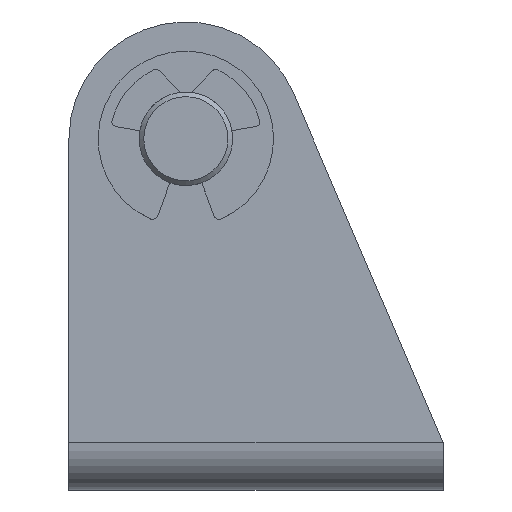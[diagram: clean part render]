
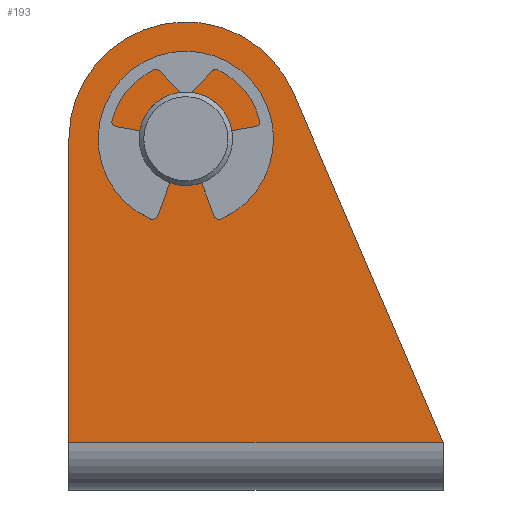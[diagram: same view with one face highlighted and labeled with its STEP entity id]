
A CAD part, top view. The second image highlights one B-rep face of the part: STEP entity #193.
In plain terms, the highlighted planar face has unit normal (0, 0, 1).
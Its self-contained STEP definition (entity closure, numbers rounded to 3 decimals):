
#193 = ADVANCED_FACE( '', ( #432, #433 ), #434, .T. );
#432 = FACE_BOUND( '', #705, .T. );
#433 = FACE_OUTER_BOUND( '', #706, .T. );
#434 = PLANE( '', #707 );
#705 = EDGE_LOOP( '', ( #1239 ) );
#706 = EDGE_LOOP( '', ( #1240, #1241, #1242, #1243 ) );
#707 = AXIS2_PLACEMENT_3D( '', #1244, #1245, #1246 );
#1239 = ORIENTED_EDGE( '', *, *, #1786, .T. );
#1240 = ORIENTED_EDGE( '', *, *, #1774, .T. );
#1241 = ORIENTED_EDGE( '', *, *, #1787, .T. );
#1242 = ORIENTED_EDGE( '', *, *, #1788, .T. );
#1243 = ORIENTED_EDGE( '', *, *, #1789, .T. );
#1244 = CARTESIAN_POINT( '', ( 0., 0., 12.05 ) );
#1245 = DIRECTION( '', ( 0., 0., 1. ) );
#1246 = DIRECTION( '', ( 1., 0., 0. ) );
#1774 = EDGE_CURVE( '', #2193, #2191, #2194, .T. );
#1786 = EDGE_CURVE( '', #2208, #2208, #2209, .F. );
#1787 = EDGE_CURVE( '', #2191, #2210, #2211, .F. );
#1788 = EDGE_CURVE( '', #2210, #2212, #2213, .T. );
#1789 = EDGE_CURVE( '', #2212, #2193, #2214, .T. );
#2191 = VERTEX_POINT( '', #2704 );
#2193 = VERTEX_POINT( '', #2706 );
#2194 = LINE( '', #2707, #2708 );
#2208 = VERTEX_POINT( '', #2726 );
#2209 = CIRCLE( '', #2727, 4. );
#2210 = VERTEX_POINT( '', #2728 );
#2211 = LINE( '', #2729, #2730 );
#2212 = VERTEX_POINT( '', #2731 );
#2213 = LINE( '', #2732, #2733 );
#2214 = CIRCLE( '', #2734, 10. );
#2704 = CARTESIAN_POINT( '', ( -10., -26., 12.05 ) );
#2706 = CARTESIAN_POINT( '', ( -10., 0., 12.05 ) );
#2707 = CARTESIAN_POINT( '', ( -10., 0., 12.05 ) );
#2708 = VECTOR( '', #3173, 1000. );
#2726 = CARTESIAN_POINT( '', ( 4., 0., 12.05 ) );
#2727 = AXIS2_PLACEMENT_3D( '', #3184, #3185, #3186 );
#2728 = CARTESIAN_POINT( '', ( 22., -26., 12.05 ) );
#2729 = CARTESIAN_POINT( '', ( 32., -26., 12.05 ) );
#2730 = VECTOR( '', #3187, 1000. );
#2731 = CARTESIAN_POINT( '', ( 9.194, 3.933, 12.05 ) );
#2732 = CARTESIAN_POINT( '', ( 22., -26., 12.05 ) );
#2733 = VECTOR( '', #3188, 1000. );
#2734 = AXIS2_PLACEMENT_3D( '', #3189, #3190, #3191 );
#3173 = DIRECTION( '', ( 0., -1., 0. ) );
#3184 = CARTESIAN_POINT( '', ( 0., 0., 12.05 ) );
#3185 = DIRECTION( '', ( 0., 0., 1. ) );
#3186 = DIRECTION( '', ( 1., 0., 0. ) );
#3187 = DIRECTION( '', ( -1., 0., 0. ) );
#3188 = DIRECTION( '', ( -0.393, 0.919, 0. ) );
#3189 = CARTESIAN_POINT( '', ( 0., 0., 12.05 ) );
#3190 = DIRECTION( '', ( 0., 0., 1. ) );
#3191 = DIRECTION( '', ( 1., 0., 0. ) );
